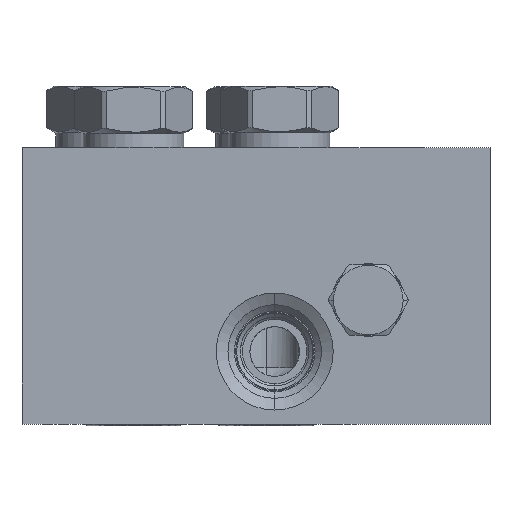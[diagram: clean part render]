
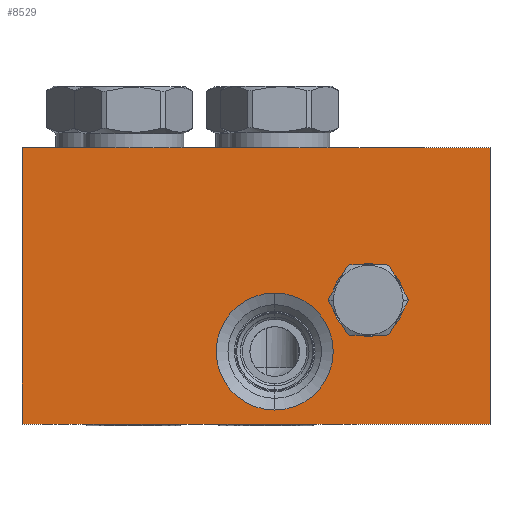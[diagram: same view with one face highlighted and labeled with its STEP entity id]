
A CAD part, left-side view. The second image highlights one B-rep face of the part: STEP entity #8529.
In plain terms, the highlighted planar face has unit normal (-1, 0, 0).
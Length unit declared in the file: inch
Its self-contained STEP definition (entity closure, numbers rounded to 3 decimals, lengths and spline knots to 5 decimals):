
#1=DIRECTION('',(0.,-1.,0.));
#2=VECTOR('',#1,5.);
#3=CARTESIAN_POINT('',(0.,0.,0.));
#4=LINE('',#3,#2);
#77=DIRECTION('',(0.,0.,1.));
#78=VECTOR('',#77,2.953);
#79=CARTESIAN_POINT('',(0.,0.,0.));
#80=LINE('',#79,#78);
#81=CARTESIAN_POINT('',(0.,-2.7,0.775));
#82=DIRECTION('',(1.,0.,0.));
#83=DIRECTION('',(0.,0.,-1.));
#84=AXIS2_PLACEMENT_3D('',#81,#82,#83);
#86=CARTESIAN_POINT('',(0.,-2.7,0.775));
#87=DIRECTION('',(1.,0.,0.));
#88=DIRECTION('',(0.,0.,1.));
#89=AXIS2_PLACEMENT_3D('',#86,#87,#88);
#91=CARTESIAN_POINT('',(0.,-3.7,1.325));
#92=DIRECTION('',(1.,0.,0.));
#93=DIRECTION('',(0.,0.,-1.));
#94=AXIS2_PLACEMENT_3D('',#91,#92,#93);
#96=CARTESIAN_POINT('',(0.,-3.7,1.325));
#97=DIRECTION('',(1.,0.,0.));
#98=DIRECTION('',(0.,0.,1.));
#99=AXIS2_PLACEMENT_3D('',#96,#97,#98);
#119=DIRECTION('',(0.,0.,1.));
#120=VECTOR('',#119,2.953);
#121=CARTESIAN_POINT('',(0.,-5.,0.));
#122=LINE('',#121,#120);
#153=DIRECTION('',(0.,-1.,0.));
#154=VECTOR('',#153,5.);
#155=CARTESIAN_POINT('',(0.,0.,2.953));
#156=LINE('',#155,#154);
#7559=CARTESIAN_POINT('',(0.,0.,0.));
#7560=CARTESIAN_POINT('',(0.,-5.,0.));
#7561=VERTEX_POINT('',#7559);
#7562=VERTEX_POINT('',#7560);
#7567=CARTESIAN_POINT('',(0.,0.,2.953));
#7568=CARTESIAN_POINT('',(0.,-5.,2.953));
#7569=VERTEX_POINT('',#7567);
#7570=VERTEX_POINT('',#7568);
#7981=CARTESIAN_POINT('',(0.,-2.7,0.15));
#7982=CARTESIAN_POINT('',(0.,-2.7,1.4));
#7983=VERTEX_POINT('',#7981);
#7984=VERTEX_POINT('',#7982);
#8111=CARTESIAN_POINT('',(0.,-3.7,0.936));
#8112=CARTESIAN_POINT('',(0.,-3.7,1.714));
#8113=VERTEX_POINT('',#8111);
#8114=VERTEX_POINT('',#8112);
#8503=CARTESIAN_POINT('',(0.,0.,0.));
#8504=DIRECTION('',(-1.,0.,0.));
#8505=DIRECTION('',(0.,-1.,0.));
#8506=AXIS2_PLACEMENT_3D('',#8503,#8504,#8505);
#8507=PLANE('',#8506);
#8508=ORIENTED_EDGE('',*,*,#8456,.F.);
#8510=ORIENTED_EDGE('',*,*,#8509,.T.);
#8512=ORIENTED_EDGE('',*,*,#8511,.T.);
#8514=ORIENTED_EDGE('',*,*,#8513,.F.);
#8515=EDGE_LOOP('',(#8508,#8510,#8512,#8514));
#8516=FACE_OUTER_BOUND('',#8515,.F.);
#8518=ORIENTED_EDGE('',*,*,#8517,.F.);
#8520=ORIENTED_EDGE('',*,*,#8519,.F.);
#8521=EDGE_LOOP('',(#8518,#8520));
#8522=FACE_BOUND('',#8521,.F.);
#8524=ORIENTED_EDGE('',*,*,#8523,.F.);
#8526=ORIENTED_EDGE('',*,*,#8525,.F.);
#8527=EDGE_LOOP('',(#8524,#8526));
#8528=FACE_BOUND('',#8527,.F.);
#8529=ADVANCED_FACE('',(#8516,#8522,#8528),#8507,.T.);
#85=CIRCLE('',#84,0.625);
#90=CIRCLE('',#89,0.625);
#95=CIRCLE('',#94,0.389);
#100=CIRCLE('',#99,0.389);
#8456=EDGE_CURVE('',#7561,#7562,#4,.T.);
#8509=EDGE_CURVE('',#7561,#7569,#80,.T.);
#8511=EDGE_CURVE('',#7569,#7570,#156,.T.);
#8513=EDGE_CURVE('',#7562,#7570,#122,.T.);
#8517=EDGE_CURVE('',#7983,#7984,#85,.T.);
#8519=EDGE_CURVE('',#7984,#7983,#90,.T.);
#8523=EDGE_CURVE('',#8113,#8114,#95,.T.);
#8525=EDGE_CURVE('',#8114,#8113,#100,.T.);
